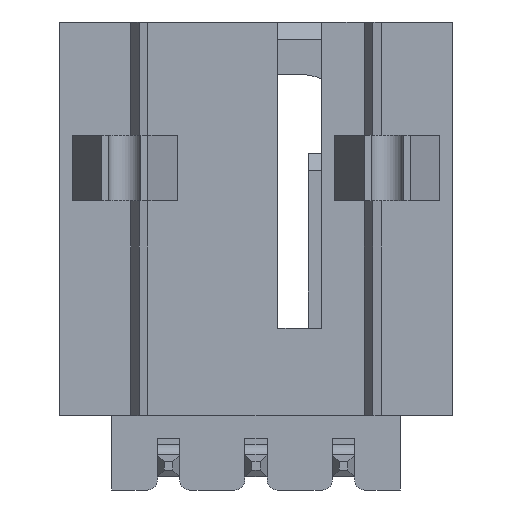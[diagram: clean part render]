
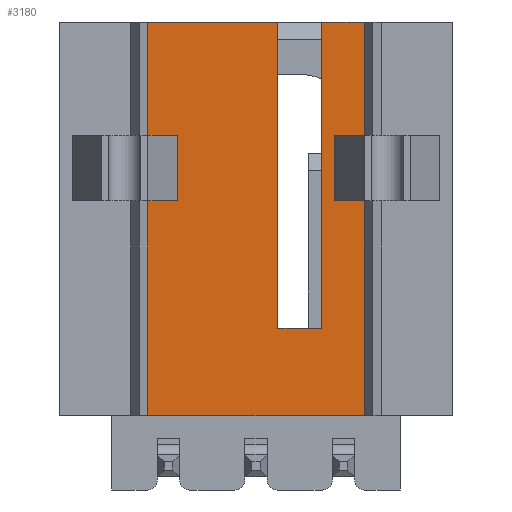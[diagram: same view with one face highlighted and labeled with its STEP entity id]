
A CAD part, front view. The second image highlights one B-rep face of the part: STEP entity #3180.
In plain terms, the highlighted planar face has unit normal (0, -1, 0).
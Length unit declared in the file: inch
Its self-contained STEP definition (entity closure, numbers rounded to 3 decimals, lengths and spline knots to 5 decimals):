
#105=DIRECTION('',(1.,0.,0.));
#106=VECTOR('',#105,0.01877);
#107=CARTESIAN_POINT('',(-0.12377,-0.1,0.02057));
#108=LINE('',#107,#106);
#109=DIRECTION('',(0.,0.,1.));
#110=VECTOR('',#109,0.075);
#111=CARTESIAN_POINT('',(-0.105,-0.1,0.02057));
#112=LINE('',#111,#110);
#113=DIRECTION('',(1.,0.,0.));
#114=VECTOR('',#113,0.01877);
#115=CARTESIAN_POINT('',(-0.12377,-0.1,0.09557));
#116=LINE('',#115,#114);
#117=DIRECTION('',(0.,0.,-1.));
#118=VECTOR('',#117,0.12943);
#119=CARTESIAN_POINT('',(-0.12377,-0.1,0.225));
#120=LINE('',#119,#118);
#121=DIRECTION('',(1.,0.,0.));
#122=VECTOR('',#121,0.14877);
#123=CARTESIAN_POINT('',(-0.12377,-0.1,0.225));
#124=LINE('',#123,#122);
#125=DIRECTION('',(0.,0.,-1.));
#126=VECTOR('',#125,0.35);
#127=CARTESIAN_POINT('',(0.025,-0.1,0.225));
#128=LINE('',#127,#126);
#129=DIRECTION('',(-1.,0.,0.));
#130=VECTOR('',#129,0.05);
#131=CARTESIAN_POINT('',(0.075,-0.1,-0.125));
#132=LINE('',#131,#130);
#133=DIRECTION('',(0.,0.,-1.));
#134=VECTOR('',#133,0.35);
#135=CARTESIAN_POINT('',(0.075,-0.1,0.225));
#136=LINE('',#135,#134);
#137=DIRECTION('',(1.,0.,0.));
#138=VECTOR('',#137,0.04877);
#139=CARTESIAN_POINT('',(0.075,-0.1,0.225));
#140=LINE('',#139,#138);
#141=DIRECTION('',(0.,0.,-1.));
#142=VECTOR('',#141,0.12943);
#143=CARTESIAN_POINT('',(0.12377,-0.1,0.225));
#144=LINE('',#143,#142);
#145=DIRECTION('',(1.,0.,0.));
#146=VECTOR('',#145,0.01877);
#147=CARTESIAN_POINT('',(0.105,-0.1,0.09557));
#148=LINE('',#147,#146);
#149=DIRECTION('',(0.,0.,1.));
#150=VECTOR('',#149,0.075);
#151=CARTESIAN_POINT('',(0.105,-0.1,0.02057));
#152=LINE('',#151,#150);
#153=DIRECTION('',(1.,0.,0.));
#154=VECTOR('',#153,0.01877);
#155=CARTESIAN_POINT('',(0.105,-0.1,0.02057));
#156=LINE('',#155,#154);
#157=DIRECTION('',(0.,0.,-1.));
#158=VECTOR('',#157,0.24557);
#159=CARTESIAN_POINT('',(0.12377,-0.1,0.02057));
#160=LINE('',#159,#158);
#161=DIRECTION('',(0.,0.,-1.));
#162=VECTOR('',#161,0.24557);
#163=CARTESIAN_POINT('',(-0.12377,-0.1,0.02057));
#164=LINE('',#163,#162);
#445=DIRECTION('',(1.,0.,0.));
#446=VECTOR('',#445,0.24754);
#447=CARTESIAN_POINT('',(-0.12377,-0.1,-0.225));
#448=LINE('',#447,#446);
#2363=CARTESIAN_POINT('',(0.075,-0.1,0.225));
#2365=VERTEX_POINT('',#2363);
#2367=CARTESIAN_POINT('',(0.025,-0.1,0.225));
#2369=VERTEX_POINT('',#2367);
#2371=CARTESIAN_POINT('',(0.075,-0.1,-0.125));
#2372=VERTEX_POINT('',#2371);
#2373=CARTESIAN_POINT('',(0.025,-0.1,-0.125));
#2374=VERTEX_POINT('',#2373);
#2573=CARTESIAN_POINT('',(-0.12377,-0.1,-0.225));
#2574=CARTESIAN_POINT('',(0.12377,-0.1,-0.225));
#2575=VERTEX_POINT('',#2573);
#2576=VERTEX_POINT('',#2574);
#2581=CARTESIAN_POINT('',(-0.12377,-0.1,0.225));
#2582=VERTEX_POINT('',#2581);
#2589=CARTESIAN_POINT('',(0.12377,-0.1,0.225));
#2590=VERTEX_POINT('',#2589);
#2819=CARTESIAN_POINT('',(-0.12377,-0.1,0.02057));
#2820=CARTESIAN_POINT('',(-0.105,-0.1,0.02057));
#2821=VERTEX_POINT('',#2819);
#2822=VERTEX_POINT('',#2820);
#2823=CARTESIAN_POINT('',(0.105,-0.1,0.02057));
#2824=CARTESIAN_POINT('',(0.12377,-0.1,0.02057));
#2825=VERTEX_POINT('',#2823);
#2826=VERTEX_POINT('',#2824);
#2835=CARTESIAN_POINT('',(-0.12377,-0.1,0.09557));
#2836=CARTESIAN_POINT('',(-0.105,-0.1,0.09557));
#2837=VERTEX_POINT('',#2835);
#2838=VERTEX_POINT('',#2836);
#2839=CARTESIAN_POINT('',(0.105,-0.1,0.09557));
#2840=CARTESIAN_POINT('',(0.12377,-0.1,0.09557));
#2841=VERTEX_POINT('',#2839);
#2842=VERTEX_POINT('',#2840);
#3143=CARTESIAN_POINT('',(-0.20015,-0.1,0.225));
#3144=DIRECTION('',(0.,-1.,0.));
#3145=DIRECTION('',(0.,0.,-1.));
#3146=AXIS2_PLACEMENT_3D('',#3143,#3144,#3145);
#3147=PLANE('',#3146);
#3149=ORIENTED_EDGE('',*,*,#3148,.T.);
#3151=ORIENTED_EDGE('',*,*,#3150,.T.);
#3153=ORIENTED_EDGE('',*,*,#3152,.F.);
#3155=ORIENTED_EDGE('',*,*,#3154,.F.);
#3156=ORIENTED_EDGE('',*,*,#3089,.T.);
#3158=ORIENTED_EDGE('',*,*,#3157,.T.);
#3160=ORIENTED_EDGE('',*,*,#3159,.F.);
#3162=ORIENTED_EDGE('',*,*,#3161,.F.);
#3163=ORIENTED_EDGE('',*,*,#3065,.T.);
#3165=ORIENTED_EDGE('',*,*,#3164,.T.);
#3167=ORIENTED_EDGE('',*,*,#3166,.F.);
#3169=ORIENTED_EDGE('',*,*,#3168,.F.);
#3171=ORIENTED_EDGE('',*,*,#3170,.T.);
#3173=ORIENTED_EDGE('',*,*,#3172,.T.);
#3175=ORIENTED_EDGE('',*,*,#3174,.F.);
#3177=ORIENTED_EDGE('',*,*,#3176,.F.);
#3178=EDGE_LOOP('',(#3149,#3151,#3153,#3155,#3156,#3158,#3160,#3162,#3163,#3165,
#3167,#3169,#3171,#3173,#3175,#3177));
#3179=FACE_OUTER_BOUND('',#3178,.F.);
#3180=ADVANCED_FACE('',(#3179),#3147,.T.);
#3065=EDGE_CURVE('',#2365,#2590,#140,.T.);
#3089=EDGE_CURVE('',#2582,#2369,#124,.T.);
#3148=EDGE_CURVE('',#2821,#2822,#108,.T.);
#3150=EDGE_CURVE('',#2822,#2838,#112,.T.);
#3152=EDGE_CURVE('',#2837,#2838,#116,.T.);
#3154=EDGE_CURVE('',#2582,#2837,#120,.T.);
#3157=EDGE_CURVE('',#2369,#2374,#128,.T.);
#3159=EDGE_CURVE('',#2372,#2374,#132,.T.);
#3161=EDGE_CURVE('',#2365,#2372,#136,.T.);
#3164=EDGE_CURVE('',#2590,#2842,#144,.T.);
#3166=EDGE_CURVE('',#2841,#2842,#148,.T.);
#3168=EDGE_CURVE('',#2825,#2841,#152,.T.);
#3170=EDGE_CURVE('',#2825,#2826,#156,.T.);
#3172=EDGE_CURVE('',#2826,#2576,#160,.T.);
#3174=EDGE_CURVE('',#2575,#2576,#448,.T.);
#3176=EDGE_CURVE('',#2821,#2575,#164,.T.);
